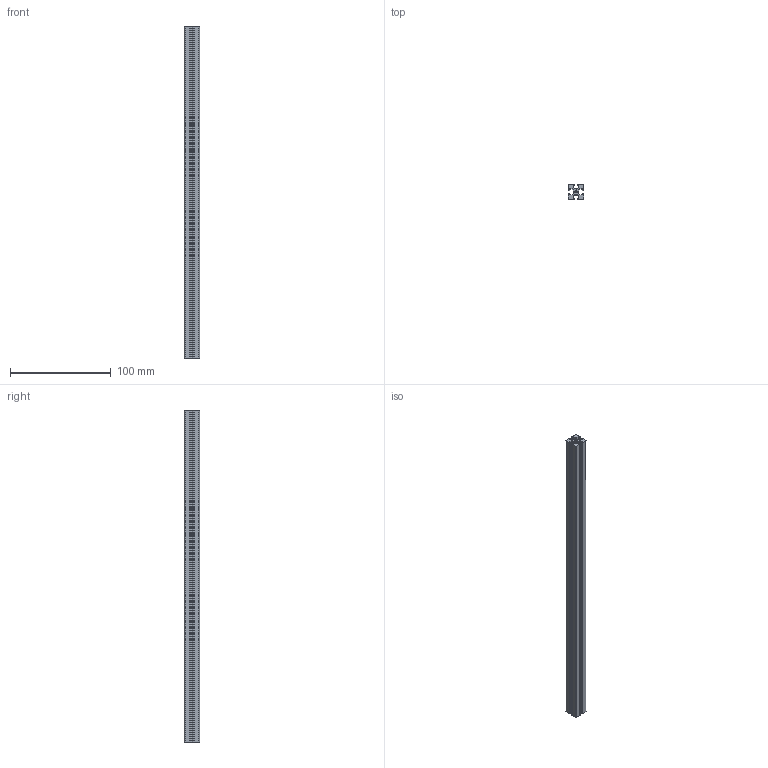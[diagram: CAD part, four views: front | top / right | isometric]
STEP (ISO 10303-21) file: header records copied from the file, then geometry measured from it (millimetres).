
FILE_DESCRIPTION(/* description */ (''),/* implementation_level */ '2;1');
FILE_NAME(/* name */ 'HFS3-1515-330.stp',/* time_stamp */ '2016-03-27T18:31:56-04:00',/* author */ (''),/* organization */ (''),/* preprocessor_version */ 'ST-DEVELOPER v16.2',/* originating_system */ 'Autodesk Translation Framework v4.3.0.3010',/* authorisation */ '');
FILE_SCHEMA (('AUTOMOTIVE_DESIGN { 1 0 10303 214 3 1 1 }'));
Length unit declared in the file: centimetre
Products named in the file (1): HFS3-1515-330 v1
Bounding box: 15 x 15 x 330 mm (x, y, z)
Volume: 41386.9 mm3; surface area: 38881.9 mm2
Topology: 1 solids, 1 shells, 71 faces, 207 edges, 138 vertices
Faces by surface type: plane 58, cylinder 13
Full cylindrical faces by diameter (mm): 2.5 x1
Entity records: 2357 total; most frequent: CARTESIAN_POINT 416, ORIENTED_EDGE 412, DIRECTION 376, EDGE_CURVE 206, LINE 180, VECTOR 180, VERTEX_POINT 138, AXIS2_PLACEMENT_3D 98
